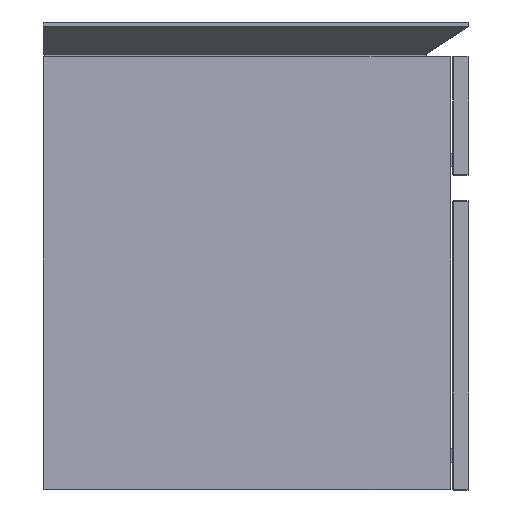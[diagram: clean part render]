
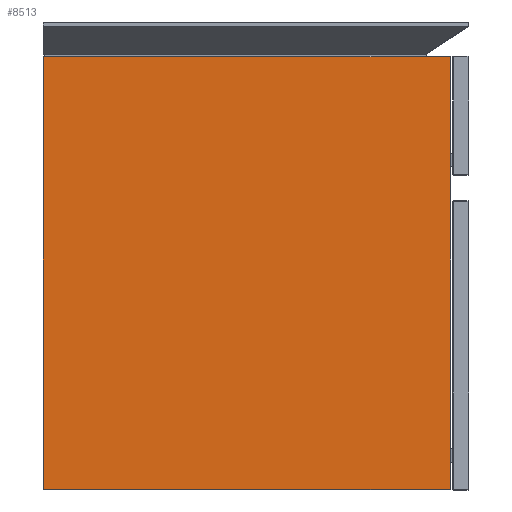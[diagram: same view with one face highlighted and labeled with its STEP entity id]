
A CAD part, left-side view. The second image highlights one B-rep face of the part: STEP entity #8513.
In plain terms, the highlighted planar face has unit normal (-1, 0, 0).
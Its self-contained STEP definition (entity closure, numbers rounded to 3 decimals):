
#8152=CARTESIAN_POINT('',(4270.321,8150.186,-509.2));
#8153=VERTEX_POINT('',#8152);
#8178=CARTESIAN_POINT('',(4270.321,7671.986,-509.2));
#8179=VERTEX_POINT('',#8178);
#8186=CARTESIAN_POINT('',(4270.321,7671.986,-509.2));
#8187=DIRECTION('',(0.0,1.0,0.0));
#8188=VECTOR('',#8187,478.2);
#8189=LINE('',#8186,#8188);
#8190=EDGE_CURVE('',#8179,#8153,#8189,.T.);
#8225=CARTESIAN_POINT('',(4270.321,7671.986,-0.8));
#8226=VERTEX_POINT('',#8225);
#8233=CARTESIAN_POINT('',(4270.321,7671.986,-0.8));
#8234=DIRECTION('',(0.0,0.0,-1.0));
#8235=VECTOR('',#8234,508.4);
#8236=LINE('',#8233,#8235);
#8237=EDGE_CURVE('',#8226,#8179,#8236,.T.);
#8479=CARTESIAN_POINT('',(4270.321,8150.186,-0.8));
#8480=VERTEX_POINT('',#8479);
#8487=CARTESIAN_POINT('',(4270.321,8150.186,-0.8));
#8488=DIRECTION('',(0.0,-1.0,0.0));
#8489=VECTOR('',#8488,478.2);
#8490=LINE('',#8487,#8489);
#8491=EDGE_CURVE('',#8480,#8226,#8490,.T.);
#8497=CARTESIAN_POINT('',(4270.321,7911.086,-509.201));
#8498=DIRECTION('',(-1.0,0.0,0.0));
#8499=DIRECTION('',(0.0,0.0,1.0));
#8500=AXIS2_PLACEMENT_3D('',#8497,#8498,#8499);
#8501=PLANE('',#8500);
#8502=ORIENTED_EDGE('',*,*,#8190,.F.);
#8503=ORIENTED_EDGE('',*,*,#8237,.F.);
#8504=ORIENTED_EDGE('',*,*,#8491,.F.);
#8505=CARTESIAN_POINT('',(4270.321,8150.186,-509.2));
#8506=DIRECTION('',(0.0,0.0,1.0));
#8507=VECTOR('',#8506,508.4);
#8508=LINE('',#8505,#8507);
#8509=EDGE_CURVE('',#8153,#8480,#8508,.T.);
#8510=ORIENTED_EDGE('',*,*,#8509,.F.);
#8511=EDGE_LOOP('',(#8502,#8503,#8504,#8510));
#8512=FACE_OUTER_BOUND('',#8511,.T.);
#8513=ADVANCED_FACE('',(#8512),#8501,.T.);
